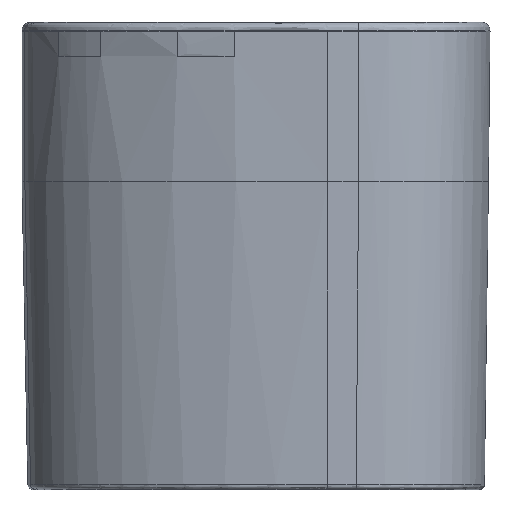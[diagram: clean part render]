
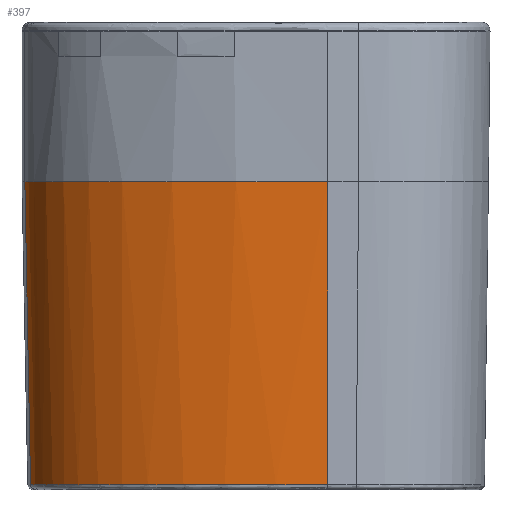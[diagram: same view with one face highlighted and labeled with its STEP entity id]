
A CAD part, left-side view. The second image highlights one B-rep face of the part: STEP entity #397.
In plain terms, the highlighted free-form (B-spline) face has degree [3, 2] with [10, 7] control points.
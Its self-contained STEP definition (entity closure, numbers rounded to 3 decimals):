
#183=B_SPLINE_SURFACE_WITH_KNOTS('',3,2,((#12044,#12045,#12046,#12047,#12048,
#12049,#12050),(#12051,#12052,#12053,#12054,#12055,#12056,#12057),(#12058,
#12059,#12060,#12061,#12062,#12063,#12064),(#12065,#12066,#12067,#12068,
#12069,#12070,#12071),(#12072,#12073,#12074,#12075,#12076,#12077,#12078),
(#12079,#12080,#12081,#12082,#12083,#12084,#12085),(#12086,#12087,#12088,
#12089,#12090,#12091,#12092),(#12093,#12094,#12095,#12096,#12097,#12098,
#12099),(#12100,#12101,#12102,#12103,#12104,#12105,#12106),(#12107,#12108,
#12109,#12110,#12111,#12112,#12113)),.UNSPECIFIED.,.F.,.F.,.F.,(4,3,3,4),
(3,2,2,3),(0.,0.276,0.993,1.),(0.,0.408,
0.427,1.),.UNSPECIFIED.);
#397=ADVANCED_FACE('',(#538),#183,.T.);
#538=FACE_OUTER_BOUND('',#669,.T.);
#669=EDGE_LOOP('',(#998,#999,#1000,#1001));
#998=ORIENTED_EDGE('',*,*,#1681,.T.);
#999=ORIENTED_EDGE('',*,*,#1682,.T.);
#1000=ORIENTED_EDGE('',*,*,#1683,.T.);
#1001=ORIENTED_EDGE('',*,*,#1669,.T.);
#1439=VERTEX_POINT('',#11628);
#1440=VERTEX_POINT('',#11643);
#1446=VERTEX_POINT('',#11939);
#1447=VERTEX_POINT('',#12039);
#1669=EDGE_CURVE('',#1439,#1440,#1947,.T.);
#1681=EDGE_CURVE('',#1440,#1446,#1959,.T.);
#1682=EDGE_CURVE('',#1446,#1447,#1960,.T.);
#1683=EDGE_CURVE('',#1447,#1439,#1961,.T.);
#1947=B_SPLINE_CURVE_WITH_KNOTS('',3,(#11644,#11645,#11646,#11647,#11648,
#11649,#11650),.UNSPECIFIED.,.F.,.F.,(4,3,4),(0.,0.99,1.),
 .UNSPECIFIED.);
#1959=B_SPLINE_CURVE_WITH_KNOTS('',2,(#11940,#11941,#11942),
 .UNSPECIFIED.,.F.,.F.,(3,3),(0.,1.),.UNSPECIFIED.);
#1960=B_SPLINE_CURVE_WITH_KNOTS('',3,(#12013,#12014,#12015,#12016,#12017,
#12018,#12019,#12020,#12021,#12022,#12023,#12024,#12025,#12026,#12027,#12028,
#12029,#12030,#12031,#12032,#12033,#12034,#12035,#12036,#12037,#12038),
 .UNSPECIFIED.,.F.,.F.,(4,2,2,2,2,2,2,2,2,2,2,2,4),(0.,0.016,
0.031,0.063,0.125,0.188,0.25,0.312,
0.375,0.5,0.75,0.875,1.),
 .UNSPECIFIED.);
#1961=B_SPLINE_CURVE_WITH_KNOTS('',3,(#12040,#12041,#12042,#12043),
 .UNSPECIFIED.,.F.,.F.,(4,4),(0.,1.),.UNSPECIFIED.);
#11628=CARTESIAN_POINT('',(983.87,503.806,-149.972));
#11643=CARTESIAN_POINT('',(1130.418,788.768,-149.972));
#11644=CARTESIAN_POINT('',(985.179,474.629,-149.972));
#11645=CARTESIAN_POINT('',(972.763,655.057,-149.972));
#11646=CARTESIAN_POINT('',(1042.912,773.768,-149.972));
#11647=CARTESIAN_POINT('',(1130.418,788.768,-149.972));
#11648=CARTESIAN_POINT('',(1131.293,788.918,-149.972));
#11649=CARTESIAN_POINT('',(1132.168,789.068,-149.972));
#11650=CARTESIAN_POINT('',(1133.043,789.218,-149.972));
#11939=CARTESIAN_POINT('',(1133.248,783.405,-435.192));
#11940=CARTESIAN_POINT('',(1130.418,788.768,-149.972));
#11941=CARTESIAN_POINT('',(1130.418,788.768,-304.525));
#11942=CARTESIAN_POINT('',(1133.248,783.405,-435.192));
#12013=CARTESIAN_POINT('',(1133.248,783.405,-435.192));
#12014=CARTESIAN_POINT('',(1131.515,783.108,-435.193));
#12015=CARTESIAN_POINT('',(1129.726,782.757,-435.194));
#12016=CARTESIAN_POINT('',(1126.252,781.985,-435.196));
#12017=CARTESIAN_POINT('',(1124.531,781.559,-435.197));
#12018=CARTESIAN_POINT('',(1119.413,780.164,-435.2));
#12019=CARTESIAN_POINT('',(1116.062,779.077,-435.202));
#12020=CARTESIAN_POINT('',(1106.185,775.372,-435.206));
#12021=CARTESIAN_POINT('',(1099.831,772.311,-435.209));
#12022=CARTESIAN_POINT('',(1087.555,765.09,-435.212));
#12023=CARTESIAN_POINT('',(1081.696,760.956,-435.213));
#12024=CARTESIAN_POINT('',(1070.732,751.995,-435.214));
#12025=CARTESIAN_POINT('',(1065.579,747.137,-435.214));
#12026=CARTESIAN_POINT('',(1055.848,736.767,-435.214));
#12027=CARTESIAN_POINT('',(1051.276,731.25,-435.213));
#12028=CARTESIAN_POINT('',(1042.829,719.897,-435.213));
#12029=CARTESIAN_POINT('',(1038.924,714.028,-435.213));
#12030=CARTESIAN_POINT('',(1028.028,695.929,-435.211));
#12031=CARTESIAN_POINT('',(1021.825,683.152,-435.211));
#12032=CARTESIAN_POINT('',(1005.998,643.608,-435.209));
#12033=CARTESIAN_POINT('',(999.301,616.349,-435.209));
#12034=CARTESIAN_POINT('',(993.107,574.565,-435.21));
#12035=CARTESIAN_POINT('',(991.708,560.445,-435.211));
#12036=CARTESIAN_POINT('',(990.109,532.143,-435.212));
#12037=CARTESIAN_POINT('',(989.908,517.981,-435.214));
#12038=CARTESIAN_POINT('',(990.233,503.808,-435.215));
#12039=CARTESIAN_POINT('',(990.233,503.808,-435.215));
#12040=CARTESIAN_POINT('',(990.233,503.808,-435.215));
#12041=CARTESIAN_POINT('',(986.11,503.812,-350.57));
#12042=CARTESIAN_POINT('',(983.87,503.806,-255.941));
#12043=CARTESIAN_POINT('',(983.87,503.806,-149.972));
#12044=CARTESIAN_POINT('',(999.535,266.012,-149.972));
#12045=CARTESIAN_POINT('',(999.535,266.012,-602.249));
#12046=CARTESIAN_POINT('',(1050.546,327.018,-849.972));
#12047=CARTESIAN_POINT('',(1052.931,329.871,-861.557));
#12048=CARTESIAN_POINT('',(1055.317,332.724,-873.143));
#12049=CARTESIAN_POINT('',(1126.869,418.297,-1220.622));
#12050=CARTESIAN_POINT('',(1198.422,503.869,-1568.101));
#12051=CARTESIAN_POINT('',(994.75,335.551,-149.972));
#12052=CARTESIAN_POINT('',(994.75,335.551,-602.249));
#12053=CARTESIAN_POINT('',(1046.739,382.332,-849.972));
#12054=CARTESIAN_POINT('',(1049.171,384.52,-861.557));
#12055=CARTESIAN_POINT('',(1051.602,386.708,-873.143));
#12056=CARTESIAN_POINT('',(1124.528,452.328,-1220.622));
#12057=CARTESIAN_POINT('',(1197.453,517.948,-1568.101));
#12058=CARTESIAN_POINT('',(989.965,405.09,-149.972));
#12059=CARTESIAN_POINT('',(989.965,405.09,-602.249));
#12060=CARTESIAN_POINT('',(1042.933,437.647,-849.972));
#12061=CARTESIAN_POINT('',(1045.41,439.169,-861.557));
#12062=CARTESIAN_POINT('',(1047.887,440.692,-873.143));
#12063=CARTESIAN_POINT('',(1122.186,486.359,-1220.622));
#12064=CARTESIAN_POINT('',(1196.484,532.026,-1568.101));
#12065=CARTESIAN_POINT('',(985.179,474.629,-149.972));
#12066=CARTESIAN_POINT('',(985.179,474.629,-602.249));
#12067=CARTESIAN_POINT('',(1039.126,492.961,-849.972));
#12068=CARTESIAN_POINT('',(1041.649,493.818,-861.557));
#12069=CARTESIAN_POINT('',(1044.173,494.676,-873.143));
#12070=CARTESIAN_POINT('',(1119.844,520.39,-1220.622));
#12071=CARTESIAN_POINT('',(1195.515,546.105,-1568.101));
#12072=CARTESIAN_POINT('',(972.763,655.057,-149.972));
#12073=CARTESIAN_POINT('',(972.763,655.057,-602.249));
#12074=CARTESIAN_POINT('',(1029.25,636.482,-849.972));
#12075=CARTESIAN_POINT('',(1031.892,635.613,-861.557));
#12076=CARTESIAN_POINT('',(1034.534,634.744,-873.143));
#12077=CARTESIAN_POINT('',(1113.768,608.689,-1220.622));
#12078=CARTESIAN_POINT('',(1193.002,582.634,-1568.101));
#12079=CARTESIAN_POINT('',(1042.912,773.768,-149.972));
#12080=CARTESIAN_POINT('',(1042.912,773.768,-602.249));
#12081=CARTESIAN_POINT('',(1085.05,730.91,-849.972));
#12082=CARTESIAN_POINT('',(1087.021,728.906,-861.557));
#12083=CARTESIAN_POINT('',(1088.991,726.901,-873.143));
#12084=CARTESIAN_POINT('',(1148.097,666.784,-1220.622));
#12085=CARTESIAN_POINT('',(1207.204,606.667,-1568.101));
#12086=CARTESIAN_POINT('',(1130.418,788.768,-149.972));
#12087=CARTESIAN_POINT('',(1130.418,788.768,-602.249));
#12088=CARTESIAN_POINT('',(1154.656,742.842,-849.972));
#12089=CARTESIAN_POINT('',(1155.789,740.694,-861.557));
#12090=CARTESIAN_POINT('',(1156.923,738.546,-873.143));
#12091=CARTESIAN_POINT('',(1190.921,674.125,-1220.622));
#12092=CARTESIAN_POINT('',(1224.92,609.704,-1568.101));
#12093=CARTESIAN_POINT('',(1131.293,788.918,-149.972));
#12094=CARTESIAN_POINT('',(1131.293,788.918,-602.249));
#12095=CARTESIAN_POINT('',(1155.352,742.961,-849.972));
#12096=CARTESIAN_POINT('',(1156.477,740.812,-861.557));
#12097=CARTESIAN_POINT('',(1157.602,738.662,-873.143));
#12098=CARTESIAN_POINT('',(1191.349,674.198,-1220.622));
#12099=CARTESIAN_POINT('',(1225.097,609.735,-1568.101));
#12100=CARTESIAN_POINT('',(1132.168,789.068,-149.972));
#12101=CARTESIAN_POINT('',(1132.168,789.068,-602.249));
#12102=CARTESIAN_POINT('',(1156.048,743.08,-849.972));
#12103=CARTESIAN_POINT('',(1157.165,740.93,-861.557));
#12104=CARTESIAN_POINT('',(1158.281,738.779,-873.143));
#12105=CARTESIAN_POINT('',(1191.778,674.272,-1220.622));
#12106=CARTESIAN_POINT('',(1225.274,609.765,-1568.101));
#12107=CARTESIAN_POINT('',(1133.043,789.218,-149.972));
#12108=CARTESIAN_POINT('',(1133.043,789.218,-602.249));
#12109=CARTESIAN_POINT('',(1156.744,743.2,-849.972));
#12110=CARTESIAN_POINT('',(1157.852,741.047,-861.557));
#12111=CARTESIAN_POINT('',(1158.961,738.895,-873.143));
#12112=CARTESIAN_POINT('',(1192.206,674.345,-1220.622));
#12113=CARTESIAN_POINT('',(1225.451,609.795,-1568.101));
